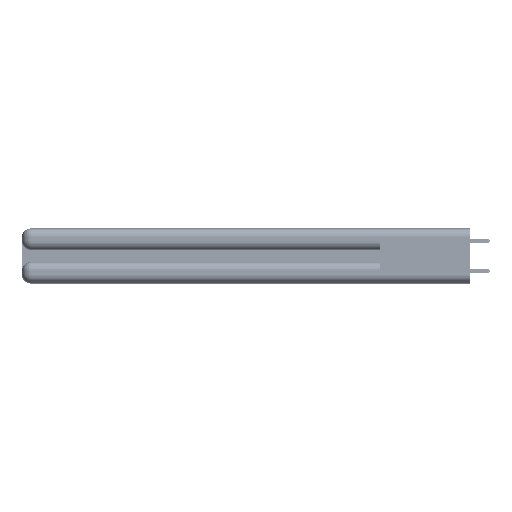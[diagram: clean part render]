
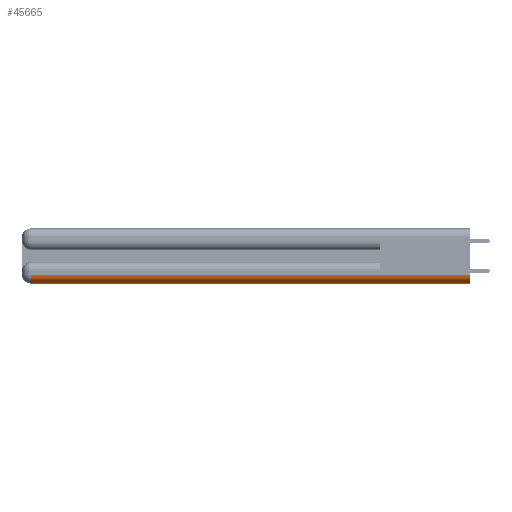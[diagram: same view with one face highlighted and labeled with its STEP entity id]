
A CAD part, left-side view. The second image highlights one B-rep face of the part: STEP entity #45665.
In plain terms, the highlighted cylindrical face has radius 1.524 mm (diameter 3.048 mm), a partial arc.
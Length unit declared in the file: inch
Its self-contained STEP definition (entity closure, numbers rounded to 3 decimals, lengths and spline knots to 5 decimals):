
#23 = VECTOR ( 'NONE', #30687, 39.37008 ) ;
#559 = CARTESIAN_POINT ( 'NONE',  ( 0.06, 3., 0. ) ) ;
#1569 = VERTEX_POINT ( 'NONE', #7643 ) ;
#2076 = CARTESIAN_POINT ( 'NONE',  ( 0., 2.94, 0.06 ) ) ;
#2192 = ORIENTED_EDGE ( 'NONE', *, *, #27137, .F. ) ;
#3167 = DIRECTION ( 'NONE',  ( 0., 0., 1. ) ) ;
#4706 = CARTESIAN_POINT ( 'NONE',  ( 0.06, 0., 0.06 ) ) ;
#4913 = VECTOR ( 'NONE', #15426, 39.37008 ) ;
#5554 = ORIENTED_EDGE ( 'NONE', *, *, #34915, .F. ) ;
#7643 = CARTESIAN_POINT ( 'NONE',  ( 0., 0., 0.06 ) ) ;
#9024 = DIRECTION ( 'NONE',  ( 0., 0., 1. ) ) ;
#9609 = ORIENTED_EDGE ( 'NONE', *, *, #16788, .F. ) ;
#10165 = LINE ( 'NONE', #559, #23 ) ;
#11133 = AXIS2_PLACEMENT_3D ( 'NONE', #46319, #20549, #50667 ) ;
#12323 = EDGE_LOOP ( 'NONE', ( #9609, #45939, #2192, #5554 ) ) ;
#13069 = VERTEX_POINT ( 'NONE', #33841 ) ;
#15426 = DIRECTION ( 'NONE',  ( 0., -1., 0. ) ) ;
#16109 = DIRECTION ( 'NONE',  ( 0., 1., 0. ) ) ;
#16788 = EDGE_CURVE ( 'NONE', #1569, #17893, #37537, .T. ) ;
#17658 = CIRCLE ( 'NONE', #11133, 0.06 ) ;
#17717 = AXIS2_PLACEMENT_3D ( 'NONE', #28936, #16109, #3167 ) ;
#17893 = VERTEX_POINT ( 'NONE', #30662 ) ;
#20365 = EDGE_CURVE ( 'NONE', #37084, #1569, #50688, .T. ) ;
#20549 = DIRECTION ( 'NONE',  ( 0., 1., 0. ) ) ;
#27137 = EDGE_CURVE ( 'NONE', #13069, #37084, #17658, .T. ) ;
#28936 = CARTESIAN_POINT ( 'NONE',  ( 0.06, 0., 0.06 ) ) ;
#29890 = AXIS2_PLACEMENT_3D ( 'NONE', #4706, #34781, #9024 ) ;
#30662 = CARTESIAN_POINT ( 'NONE',  ( 0.06, 0., 0. ) ) ;
#30687 = DIRECTION ( 'NONE',  ( 0., 1., 0. ) ) ;
#32752 = CARTESIAN_POINT ( 'NONE',  ( 0., 0., 0.06 ) ) ;
#33841 = CARTESIAN_POINT ( 'NONE',  ( 0.06, 2.94, 0. ) ) ;
#34781 = DIRECTION ( 'NONE',  ( 0., -1., 0. ) ) ;
#34915 = EDGE_CURVE ( 'NONE', #17893, #13069, #10165, .T. ) ;
#37084 = VERTEX_POINT ( 'NONE', #2076 ) ;
#37537 = CIRCLE ( 'NONE', #29890, 0.06 ) ;
#45382 = CYLINDRICAL_SURFACE ( 'NONE', #17717, 0.06 ) ;
#45665 = ADVANCED_FACE ( 'NONE', ( #46734 ), #45382, .T. ) ;
#45939 = ORIENTED_EDGE ( 'NONE', *, *, #20365, .F. ) ;
#46319 = CARTESIAN_POINT ( 'NONE',  ( 0.06, 2.94, 0.06 ) ) ;
#46734 = FACE_OUTER_BOUND ( 'NONE', #12323, .T. ) ;
#50667 = DIRECTION ( 'NONE',  ( 0., 0., 1. ) ) ;
#50688 = LINE ( 'NONE', #32752, #4913 ) ;
